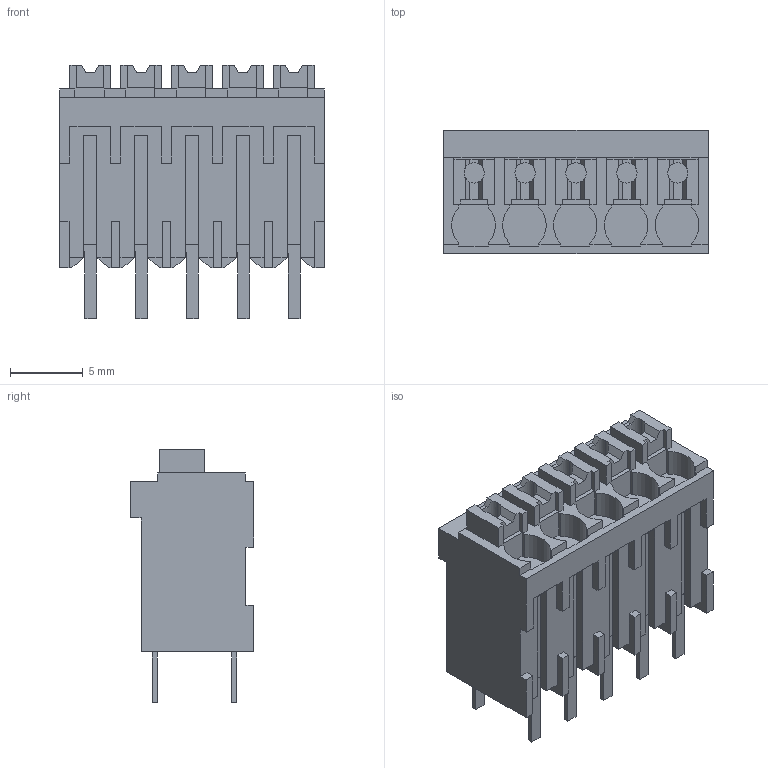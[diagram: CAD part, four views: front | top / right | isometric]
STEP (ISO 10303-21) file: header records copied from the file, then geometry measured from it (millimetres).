
FILE_DESCRIPTION(('CATIA V5 STEP Exchange','CAx-IF Rec.Pracs.--- Model Styling and Organization---1.2---2011-12-15'),'2;1');
FILE_NAME ('D1458037_0_1874560000_1874560000.stp','2018-03-20T05:39:04+00:00',('none'),('Weidmueller'),'CATIA Version 5-6 Release 2014','CATIA V5 STEP AP214','none');
FILE_SCHEMA(('AUTOMOTIVE_DESIGN { 1 0 10303 214 1 1 1 1 }'));
Length unit declared in the file: millimetre
Products named in the file (1): 1874560000
Bounding box: 18.2 x 8.5 x 17.42 mm (x, y, z)
Volume: 1442.5 mm3; surface area: 1751 mm2
Topology: 16 solids, 16 shells, 416 faces, 1188 edges, 799 vertices
Faces by surface type: plane 396, cylinder 20
Entity records: 13257 total; most frequent: CARTESIAN_POINT 2610, ORIENTED_EDGE 2376, DIRECTION 1762, EDGE_CURVE 1188, VECTOR 1108, LINE 1108, VERTEX_POINT 799, EDGE_LOOP 421
